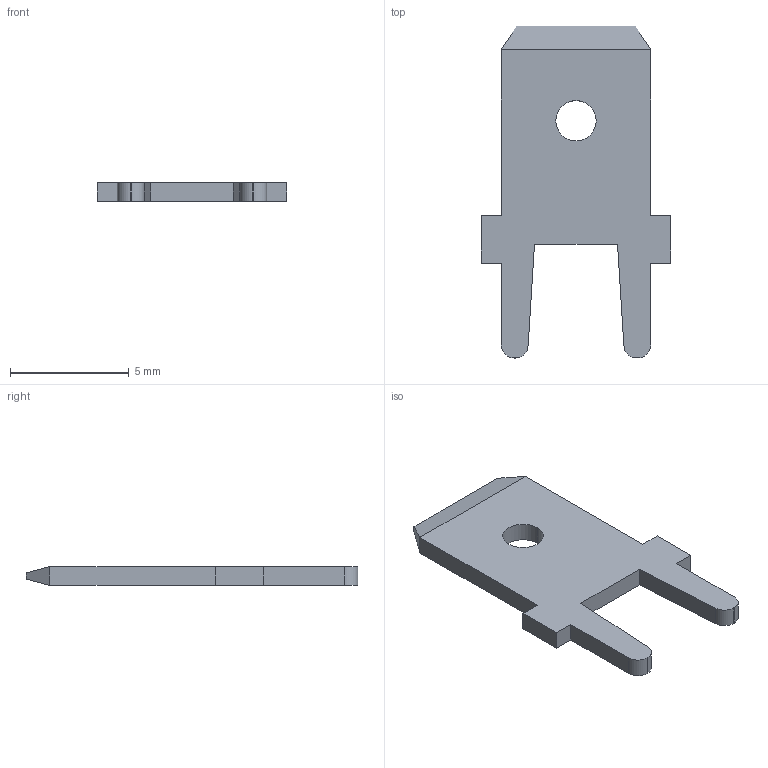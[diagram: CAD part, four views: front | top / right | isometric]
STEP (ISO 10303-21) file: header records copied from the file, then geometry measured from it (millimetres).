
FILE_DESCRIPTION (( 'STEP AP214' ), '1' );
FILE_NAME ('4B77DB3E-F1F7-48A4-ADD4-50E7FCFB6D36.STEP', '2024-03-15T18:47:50', ( '' ), ( '' ), 'SwSTEP 2.0', 'SolidWorks 2022', '' );
FILE_SCHEMA (( 'AUTOMOTIVE_DESIGN' ));
Length unit declared in the file: millimetre
Products named in the file (1): 4B77DB3E-F1F7-48A4-ADD4-50E7FCFB6D36
Bounding box: 8 x 14 x 0.8 mm (x, y, z)
Volume: 54.7 mm3; surface area: 182.7 mm2
Topology: 1 solids, 1 shells, 28 faces, 74 edges, 48 vertices
Faces by surface type: plane 22, cylinder 6
Entity records: 1204 total; most frequent: CARTESIAN_POINT 151, ORIENTED_EDGE 148, DIRECTION 144, EDGE_CURVE 74, VECTOR 62, LINE 62, VERTEX_POINT 48, AXIS2_PLACEMENT_3D 41
